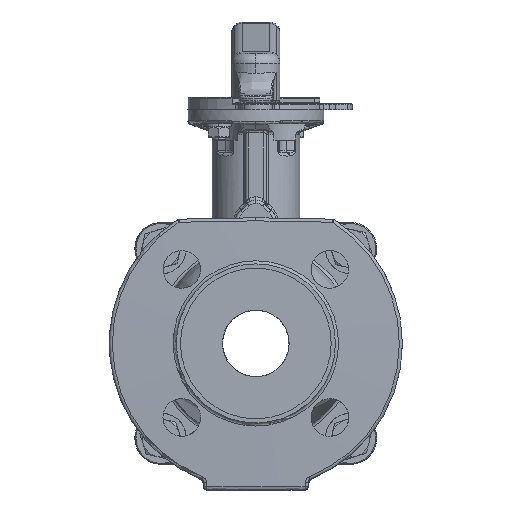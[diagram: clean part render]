
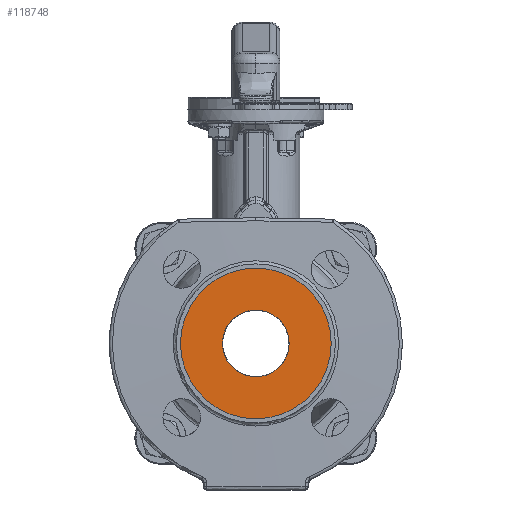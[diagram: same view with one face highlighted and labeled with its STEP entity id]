
A CAD part, left-side view. The second image highlights one B-rep face of the part: STEP entity #118748.
In plain terms, the highlighted planar face has unit normal (-1, 0, 0).
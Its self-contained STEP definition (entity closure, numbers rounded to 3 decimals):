
#118703=CARTESIAN_POINT('',(-71.2,0.,40.));
#118704=DIRECTION('',(1.,0.,0.));
#118705=DIRECTION('',(0.,0.,-1.));
#118706=AXIS2_PLACEMENT_3D('',#118703,#118704,#118705);
#118707=PLANE('',#118706);
#118708=CARTESIAN_POINT('',(-71.2,0.,36.));
#118709=VERTEX_POINT('',#118708);
#118710=CARTESIAN_POINT('',(-71.2,-0.,-36.));
#118711=VERTEX_POINT('',#118710);
#118712=CARTESIAN_POINT('',(-71.2,0.,0.));
#118713=DIRECTION('',(1.,-0.,-0.));
#118714=DIRECTION('',(0.,0.,1.));
#118715=AXIS2_PLACEMENT_3D('',#118712,#118713,#118714);
#118716=CIRCLE('',#118715,36.);
#118717=EDGE_CURVE('',#118709,#118711,#118716,.T.);
#118718=ORIENTED_EDGE('',*,*,#118717,.F.);
#118719=CARTESIAN_POINT('',(-71.2,0.,0.));
#118720=DIRECTION('',(1.,-0.,-0.));
#118721=DIRECTION('',(0.,0.,1.));
#118722=AXIS2_PLACEMENT_3D('',#118719,#118720,#118721);
#118723=CIRCLE('',#118722,36.);
#118724=EDGE_CURVE('',#118711,#118709,#118723,.T.);
#118725=ORIENTED_EDGE('',*,*,#118724,.F.);
#118726=EDGE_LOOP('',(#118718,#118725));
#118727=FACE_BOUND('',#118726,.T.);
#118728=CARTESIAN_POINT('',(-71.2,-0.,15.928));
#118729=VERTEX_POINT('',#118728);
#118730=CARTESIAN_POINT('',(-71.2,-0.,-15.928));
#118731=VERTEX_POINT('',#118730);
#118732=CARTESIAN_POINT('',(-71.2,0.,0.));
#118733=DIRECTION('',(-1.,-0.,0.));
#118734=DIRECTION('',(0.,0.,1.));
#118735=AXIS2_PLACEMENT_3D('',#118732,#118733,#118734);
#118736=CIRCLE('',#118735,15.928);
#118737=EDGE_CURVE('',#118729,#118731,#118736,.T.);
#118738=ORIENTED_EDGE('',*,*,#118737,.F.);
#118739=CARTESIAN_POINT('',(-71.2,0.,0.));
#118740=DIRECTION('',(-1.,-0.,0.));
#118741=DIRECTION('',(0.,0.,1.));
#118742=AXIS2_PLACEMENT_3D('',#118739,#118740,#118741);
#118743=CIRCLE('',#118742,15.928);
#118744=EDGE_CURVE('',#118731,#118729,#118743,.T.);
#118745=ORIENTED_EDGE('',*,*,#118744,.F.);
#118746=EDGE_LOOP('',(#118738,#118745));
#118747=FACE_BOUND('',#118746,.T.);
#118748=ADVANCED_FACE('',(#118727,#118747),#118707,.F.);
